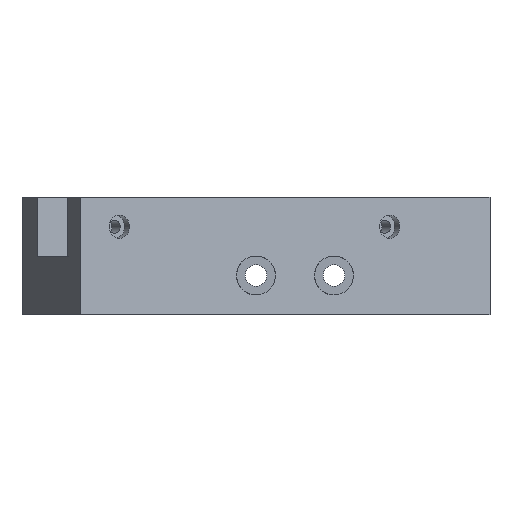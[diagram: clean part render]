
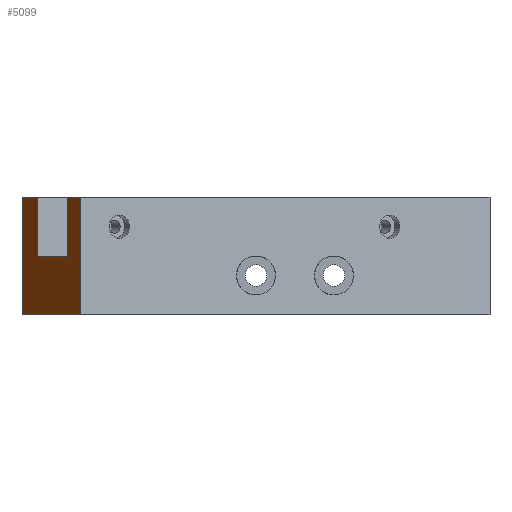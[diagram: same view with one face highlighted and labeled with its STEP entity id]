
A CAD part, left-side view. The second image highlights one B-rep face of the part: STEP entity #5099.
In plain terms, the highlighted planar face has unit normal (-0.5, 0.866, 0).
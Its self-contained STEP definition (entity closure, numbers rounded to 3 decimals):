
#191 = PLANE('',#192);
#192 = AXIS2_PLACEMENT_3D('',#193,#194,#195);
#193 = CARTESIAN_POINT('',(-37.758,54.956,0.));
#194 = DIRECTION('',(0.,0.,1.));
#195 = DIRECTION('',(1.,0.,0.));
#366 = PLANE('',#367);
#367 = AXIS2_PLACEMENT_3D('',#368,#369,#370);
#368 = CARTESIAN_POINT('',(-37.758,54.956,30.));
#369 = DIRECTION('',(0.,0.,1.));
#370 = DIRECTION('',(1.,0.,0.));
#1653 = VERTEX_POINT('',#1654);
#1654 = CARTESIAN_POINT('',(-79.641,110.,0.));
#1668 = PLANE('',#1669);
#1669 = AXIS2_PLACEMENT_3D('',#1670,#1671,#1672);
#1670 = CARTESIAN_POINT('',(-79.641,110.,0.));
#1671 = DIRECTION('',(0.,1.,0.));
#1672 = DIRECTION('',(1.,0.,0.));
#1680 = EDGE_CURVE('',#1681,#1653,#1683,.T.);
#1681 = VERTEX_POINT('',#1682);
#1682 = CARTESIAN_POINT('',(-105.622,95.,0.));
#1683 = SURFACE_CURVE('',#1684,(#1688,#1695),.PCURVE_S1.);
#1684 = LINE('',#1685,#1686);
#1685 = CARTESIAN_POINT('',(-105.622,95.,0.));
#1686 = VECTOR('',#1687,1.);
#1687 = DIRECTION('',(0.866,0.5,0.));
#1688 = PCURVE('',#191,#1689);
#1689 = DEFINITIONAL_REPRESENTATION('',(#1690),#1694);
#1690 = LINE('',#1691,#1692);
#1691 = CARTESIAN_POINT('',(-67.864,40.044));
#1692 = VECTOR('',#1693,1.);
#1693 = DIRECTION('',(0.866,0.5));
#1694 = ( GEOMETRIC_REPRESENTATION_CONTEXT(2) 
PARAMETRIC_REPRESENTATION_CONTEXT() REPRESENTATION_CONTEXT('2D SPACE',''
  ) );
#1695 = PCURVE('',#1696,#1701);
#1696 = PLANE('',#1697);
#1697 = AXIS2_PLACEMENT_3D('',#1698,#1699,#1700);
#1698 = CARTESIAN_POINT('',(-105.622,95.,0.));
#1699 = DIRECTION('',(-0.5,0.866,0.));
#1700 = DIRECTION('',(0.866,0.5,0.));
#1701 = DEFINITIONAL_REPRESENTATION('',(#1702),#1706);
#1702 = LINE('',#1703,#1704);
#1703 = CARTESIAN_POINT('',(0.,0.));
#1704 = VECTOR('',#1705,1.);
#1705 = DIRECTION('',(1.,0.));
#1706 = ( GEOMETRIC_REPRESENTATION_CONTEXT(2) 
PARAMETRIC_REPRESENTATION_CONTEXT() REPRESENTATION_CONTEXT('2D SPACE',''
  ) );
#1724 = PLANE('',#1725);
#1725 = AXIS2_PLACEMENT_3D('',#1726,#1727,#1728);
#1726 = CARTESIAN_POINT('',(-45.,-10.,0.));
#1727 = DIRECTION('',(-0.866,-0.5,0.));
#1728 = DIRECTION('',(-0.5,0.866,0.));
#2157 = VERTEX_POINT('',#2158);
#2158 = CARTESIAN_POINT('',(-79.641,110.,30.));
#2179 = EDGE_CURVE('',#2180,#2157,#2182,.T.);
#2180 = VERTEX_POINT('',#2181);
#2181 = CARTESIAN_POINT('',(-86.566,106.002,30.));
#2182 = SURFACE_CURVE('',#2183,(#2187,#2194),.PCURVE_S1.);
#2183 = LINE('',#2184,#2185);
#2184 = CARTESIAN_POINT('',(-105.622,95.,30.));
#2185 = VECTOR('',#2186,1.);
#2186 = DIRECTION('',(0.866,0.5,0.));
#2187 = PCURVE('',#366,#2188);
#2188 = DEFINITIONAL_REPRESENTATION('',(#2189),#2193);
#2189 = LINE('',#2190,#2191);
#2190 = CARTESIAN_POINT('',(-67.864,40.044));
#2191 = VECTOR('',#2192,1.);
#2192 = DIRECTION('',(0.866,0.5));
#2193 = ( GEOMETRIC_REPRESENTATION_CONTEXT(2) 
PARAMETRIC_REPRESENTATION_CONTEXT() REPRESENTATION_CONTEXT('2D SPACE',''
  ) );
#2194 = PCURVE('',#1696,#2195);
#2195 = DEFINITIONAL_REPRESENTATION('',(#2196),#2200);
#2196 = LINE('',#2197,#2198);
#2197 = CARTESIAN_POINT('',(0.,-30.));
#2198 = VECTOR('',#2199,1.);
#2199 = DIRECTION('',(1.,0.));
#2200 = ( GEOMETRIC_REPRESENTATION_CONTEXT(2) 
PARAMETRIC_REPRESENTATION_CONTEXT() REPRESENTATION_CONTEXT('2D SPACE',''
  ) );
#2218 = PLANE('',#2219);
#2219 = AXIS2_PLACEMENT_3D('',#2220,#2221,#2222);
#2220 = CARTESIAN_POINT('',(-86.566,106.002,14.8));
#2221 = DIRECTION('',(-0.866,-0.5,0.));
#2222 = DIRECTION('',(0.,0.,1.));
#4671 = PLANE('',#4672);
#4672 = AXIS2_PLACEMENT_3D('',#4673,#4674,#4675);
#4673 = CARTESIAN_POINT('',(-37.758,54.956,30.));
#4674 = DIRECTION('',(0.,0.,1.));
#4675 = DIRECTION('',(1.,0.,0.));
#4878 = VERTEX_POINT('',#4879);
#4879 = CARTESIAN_POINT('',(-105.622,95.,30.));
#4900 = EDGE_CURVE('',#1681,#4878,#4901,.T.);
#4901 = SURFACE_CURVE('',#4902,(#4906,#4913),.PCURVE_S1.);
#4902 = LINE('',#4903,#4904);
#4903 = CARTESIAN_POINT('',(-105.622,95.,0.));
#4904 = VECTOR('',#4905,1.);
#4905 = DIRECTION('',(0.,0.,1.));
#4906 = PCURVE('',#1724,#4907);
#4907 = DEFINITIONAL_REPRESENTATION('',(#4908),#4912);
#4908 = LINE('',#4909,#4910);
#4909 = CARTESIAN_POINT('',(121.244,0.));
#4910 = VECTOR('',#4911,1.);
#4911 = DIRECTION('',(0.,-1.));
#4912 = ( GEOMETRIC_REPRESENTATION_CONTEXT(2) 
PARAMETRIC_REPRESENTATION_CONTEXT() REPRESENTATION_CONTEXT('2D SPACE',''
  ) );
#4913 = PCURVE('',#1696,#4914);
#4914 = DEFINITIONAL_REPRESENTATION('',(#4915),#4919);
#4915 = LINE('',#4916,#4917);
#4916 = CARTESIAN_POINT('',(0.,0.));
#4917 = VECTOR('',#4918,1.);
#4918 = DIRECTION('',(0.,-1.));
#4919 = ( GEOMETRIC_REPRESENTATION_CONTEXT(2) 
PARAMETRIC_REPRESENTATION_CONTEXT() REPRESENTATION_CONTEXT('2D SPACE',''
  ) );
#5099 = ADVANCED_FACE('',(#5100),#1696,.T.);
#5100 = FACE_BOUND('',#5101,.T.);
#5101 = EDGE_LOOP('',(#5102,#5103,#5104,#5127,#5155,#5183,#5204,#5205));
#5102 = ORIENTED_EDGE('',*,*,#1680,.F.);
#5103 = ORIENTED_EDGE('',*,*,#4900,.T.);
#5104 = ORIENTED_EDGE('',*,*,#5105,.T.);
#5105 = EDGE_CURVE('',#4878,#5106,#5108,.T.);
#5106 = VERTEX_POINT('',#5107);
#5107 = CARTESIAN_POINT('',(-99.73,98.402,30.));
#5108 = SURFACE_CURVE('',#5109,(#5113,#5120),.PCURVE_S1.);
#5109 = LINE('',#5110,#5111);
#5110 = CARTESIAN_POINT('',(-105.622,95.,30.));
#5111 = VECTOR('',#5112,1.);
#5112 = DIRECTION('',(0.866,0.5,0.));
#5113 = PCURVE('',#1696,#5114);
#5114 = DEFINITIONAL_REPRESENTATION('',(#5115),#5119);
#5115 = LINE('',#5116,#5117);
#5116 = CARTESIAN_POINT('',(0.,-30.));
#5117 = VECTOR('',#5118,1.);
#5118 = DIRECTION('',(1.,0.));
#5119 = ( GEOMETRIC_REPRESENTATION_CONTEXT(2) 
PARAMETRIC_REPRESENTATION_CONTEXT() REPRESENTATION_CONTEXT('2D SPACE',''
  ) );
#5120 = PCURVE('',#4671,#5121);
#5121 = DEFINITIONAL_REPRESENTATION('',(#5122),#5126);
#5122 = LINE('',#5123,#5124);
#5123 = CARTESIAN_POINT('',(-67.864,40.044));
#5124 = VECTOR('',#5125,1.);
#5125 = DIRECTION('',(0.866,0.5));
#5126 = ( GEOMETRIC_REPRESENTATION_CONTEXT(2) 
PARAMETRIC_REPRESENTATION_CONTEXT() REPRESENTATION_CONTEXT('2D SPACE',''
  ) );
#5127 = ORIENTED_EDGE('',*,*,#5128,.T.);
#5128 = EDGE_CURVE('',#5106,#5129,#5131,.T.);
#5129 = VERTEX_POINT('',#5130);
#5130 = CARTESIAN_POINT('',(-99.73,98.402,14.8));
#5131 = SURFACE_CURVE('',#5132,(#5136,#5143),.PCURVE_S1.);
#5132 = LINE('',#5133,#5134);
#5133 = CARTESIAN_POINT('',(-99.73,98.402,30.));
#5134 = VECTOR('',#5135,1.);
#5135 = DIRECTION('',(0.,0.,-1.));
#5136 = PCURVE('',#1696,#5137);
#5137 = DEFINITIONAL_REPRESENTATION('',(#5138),#5142);
#5138 = LINE('',#5139,#5140);
#5139 = CARTESIAN_POINT('',(6.804,-30.));
#5140 = VECTOR('',#5141,1.);
#5141 = DIRECTION('',(0.,1.));
#5142 = ( GEOMETRIC_REPRESENTATION_CONTEXT(2) 
PARAMETRIC_REPRESENTATION_CONTEXT() REPRESENTATION_CONTEXT('2D SPACE',''
  ) );
#5143 = PCURVE('',#5144,#5149);
#5144 = PLANE('',#5145);
#5145 = AXIS2_PLACEMENT_3D('',#5146,#5147,#5148);
#5146 = CARTESIAN_POINT('',(-99.73,98.402,30.));
#5147 = DIRECTION('',(0.866,0.5,0.));
#5148 = DIRECTION('',(0.,0.,-1.));
#5149 = DEFINITIONAL_REPRESENTATION('',(#5150),#5154);
#5150 = LINE('',#5151,#5152);
#5151 = CARTESIAN_POINT('',(-0.,0.));
#5152 = VECTOR('',#5153,1.);
#5153 = DIRECTION('',(1.,0.));
#5154 = ( GEOMETRIC_REPRESENTATION_CONTEXT(2) 
PARAMETRIC_REPRESENTATION_CONTEXT() REPRESENTATION_CONTEXT('2D SPACE',''
  ) );
#5155 = ORIENTED_EDGE('',*,*,#5156,.T.);
#5156 = EDGE_CURVE('',#5129,#5157,#5159,.T.);
#5157 = VERTEX_POINT('',#5158);
#5158 = CARTESIAN_POINT('',(-86.566,106.002,14.8));
#5159 = SURFACE_CURVE('',#5160,(#5164,#5171),.PCURVE_S1.);
#5160 = LINE('',#5161,#5162);
#5161 = CARTESIAN_POINT('',(-99.73,98.402,14.8));
#5162 = VECTOR('',#5163,1.);
#5163 = DIRECTION('',(0.866,0.5,0.));
#5164 = PCURVE('',#1696,#5165);
#5165 = DEFINITIONAL_REPRESENTATION('',(#5166),#5170);
#5166 = LINE('',#5167,#5168);
#5167 = CARTESIAN_POINT('',(6.804,-14.8));
#5168 = VECTOR('',#5169,1.);
#5169 = DIRECTION('',(1.,0.));
#5170 = ( GEOMETRIC_REPRESENTATION_CONTEXT(2) 
PARAMETRIC_REPRESENTATION_CONTEXT() REPRESENTATION_CONTEXT('2D SPACE',''
  ) );
#5171 = PCURVE('',#5172,#5177);
#5172 = PLANE('',#5173);
#5173 = AXIS2_PLACEMENT_3D('',#5174,#5175,#5176);
#5174 = CARTESIAN_POINT('',(-99.73,98.402,14.8));
#5175 = DIRECTION('',(0.,0.,1.));
#5176 = DIRECTION('',(0.866,0.5,0.));
#5177 = DEFINITIONAL_REPRESENTATION('',(#5178),#5182);
#5178 = LINE('',#5179,#5180);
#5179 = CARTESIAN_POINT('',(0.,0.));
#5180 = VECTOR('',#5181,1.);
#5181 = DIRECTION('',(1.,0.));
#5182 = ( GEOMETRIC_REPRESENTATION_CONTEXT(2) 
PARAMETRIC_REPRESENTATION_CONTEXT() REPRESENTATION_CONTEXT('2D SPACE',''
  ) );
#5183 = ORIENTED_EDGE('',*,*,#5184,.T.);
#5184 = EDGE_CURVE('',#5157,#2180,#5185,.T.);
#5185 = SURFACE_CURVE('',#5186,(#5190,#5197),.PCURVE_S1.);
#5186 = LINE('',#5187,#5188);
#5187 = CARTESIAN_POINT('',(-86.566,106.002,14.8));
#5188 = VECTOR('',#5189,1.);
#5189 = DIRECTION('',(0.,0.,1.));
#5190 = PCURVE('',#1696,#5191);
#5191 = DEFINITIONAL_REPRESENTATION('',(#5192),#5196);
#5192 = LINE('',#5193,#5194);
#5193 = CARTESIAN_POINT('',(22.004,-14.8));
#5194 = VECTOR('',#5195,1.);
#5195 = DIRECTION('',(0.,-1.));
#5196 = ( GEOMETRIC_REPRESENTATION_CONTEXT(2) 
PARAMETRIC_REPRESENTATION_CONTEXT() REPRESENTATION_CONTEXT('2D SPACE',''
  ) );
#5197 = PCURVE('',#2218,#5198);
#5198 = DEFINITIONAL_REPRESENTATION('',(#5199),#5203);
#5199 = LINE('',#5200,#5201);
#5200 = CARTESIAN_POINT('',(0.,0.));
#5201 = VECTOR('',#5202,1.);
#5202 = DIRECTION('',(1.,0.));
#5203 = ( GEOMETRIC_REPRESENTATION_CONTEXT(2) 
PARAMETRIC_REPRESENTATION_CONTEXT() REPRESENTATION_CONTEXT('2D SPACE',''
  ) );
#5204 = ORIENTED_EDGE('',*,*,#2179,.T.);
#5205 = ORIENTED_EDGE('',*,*,#5206,.F.);
#5206 = EDGE_CURVE('',#1653,#2157,#5207,.T.);
#5207 = SURFACE_CURVE('',#5208,(#5212,#5219),.PCURVE_S1.);
#5208 = LINE('',#5209,#5210);
#5209 = CARTESIAN_POINT('',(-79.641,110.,0.));
#5210 = VECTOR('',#5211,1.);
#5211 = DIRECTION('',(0.,0.,1.));
#5212 = PCURVE('',#1696,#5213);
#5213 = DEFINITIONAL_REPRESENTATION('',(#5214),#5218);
#5214 = LINE('',#5215,#5216);
#5215 = CARTESIAN_POINT('',(30.,0.));
#5216 = VECTOR('',#5217,1.);
#5217 = DIRECTION('',(0.,-1.));
#5218 = ( GEOMETRIC_REPRESENTATION_CONTEXT(2) 
PARAMETRIC_REPRESENTATION_CONTEXT() REPRESENTATION_CONTEXT('2D SPACE',''
  ) );
#5219 = PCURVE('',#1668,#5220);
#5220 = DEFINITIONAL_REPRESENTATION('',(#5221),#5225);
#5221 = LINE('',#5222,#5223);
#5222 = CARTESIAN_POINT('',(0.,0.));
#5223 = VECTOR('',#5224,1.);
#5224 = DIRECTION('',(0.,-1.));
#5225 = ( GEOMETRIC_REPRESENTATION_CONTEXT(2) 
PARAMETRIC_REPRESENTATION_CONTEXT() REPRESENTATION_CONTEXT('2D SPACE',''
  ) );
